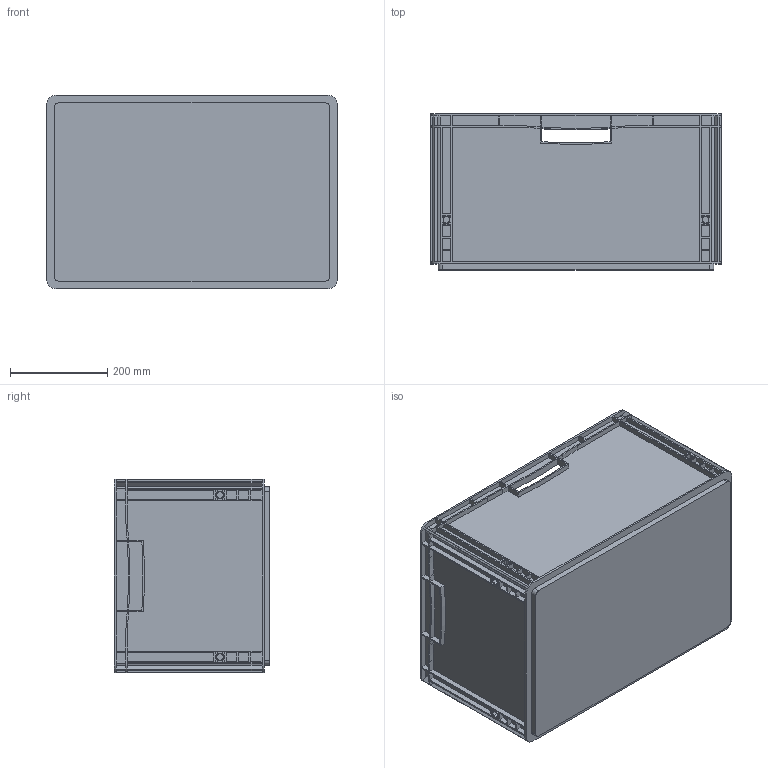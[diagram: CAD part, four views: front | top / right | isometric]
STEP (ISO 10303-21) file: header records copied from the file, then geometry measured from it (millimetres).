
FILE_DESCRIPTION (( 'STEP AP214' ), '1' );
FILE_NAME ('60 x 40 x 32 - EG 64-32 HG HO (Long side opend) [similar].STEP', '2022-04-18T06:03:03', ( '' ), ( '' ), 'SwSTEP 2.0', 'SolidWorks 2021', '' );
FILE_SCHEMA (( 'AUTOMOTIVE_DESIGN' ));
Length unit declared in the file: millimetre
Products named in the file (1): 60 x 40 x 32 - EG 64-32 HG HO (Long side opend) [similar]
Bounding box: 598 x 320 x 398 mm (x, y, z)
Volume: 3705440.9 mm3; surface area: 1902752.8 mm2
Topology: 1 solids, 1 shells, 707 faces, 1824 edges, 1216 vertices
Faces by surface type: plane 515, cylinder 192
Entity records: 21516 total; most frequent: CARTESIAN_POINT 3748, DIRECTION 3656, ORIENTED_EDGE 3648, EDGE_CURVE 1824, LINE 1408, VECTOR 1408, VERTEX_POINT 1216, AXIS2_PLACEMENT_3D 1124
